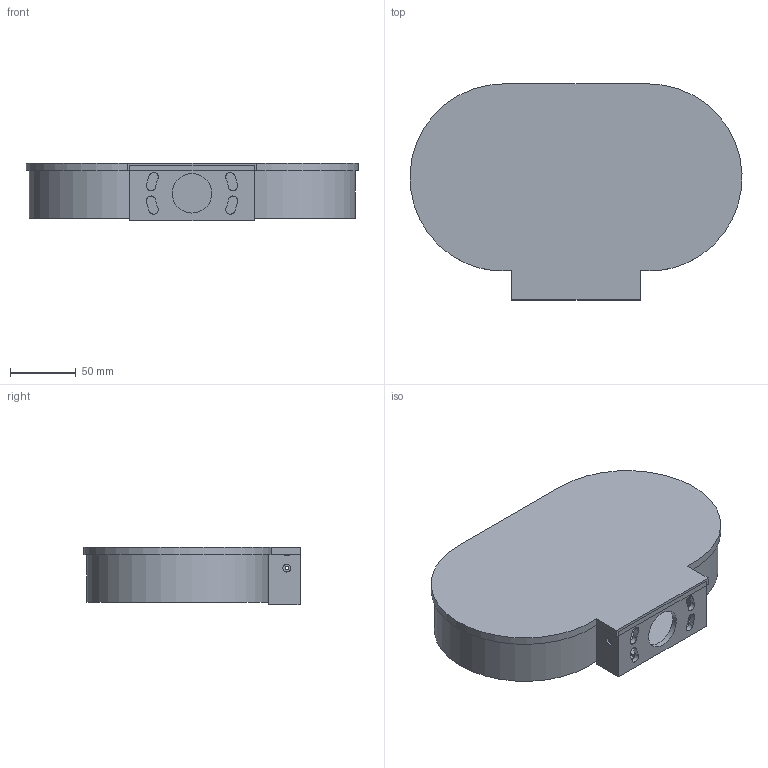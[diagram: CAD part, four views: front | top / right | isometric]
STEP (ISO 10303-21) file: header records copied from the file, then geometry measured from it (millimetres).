
FILE_DESCRIPTION(/* description */ (''),/* implementation_level */ '2;1');
FILE_NAME(/* name */ 'Wall Lamp Assembly v27.step',/* time_stamp */ '2025-03-25T13:45:46+01:00',/* author */ (''),/* organization */ (''),/* preprocessor_version */ 'ST-DEVELOPER v20.1',/* originating_system */ 'Autodesk Translation Framework v14.4.0.0',/* authorisation */ '');
FILE_SCHEMA (('AUTOMOTIVE_DESIGN { 1 0 10303 214 3 1 1 }'));
Length unit declared in the file: millimetre
Products named in the file (3): Wall Lamp Assembly; Wall Mount; Wall Lamp Cover
Assembly tree (2 placements, depth 2):
  Wall Lamp Assembly
    Wall Mount
    Wall Lamp Cover
Bounding box: 252.27 x 164.2 x 44 mm (x, y, z)
Volume: 324725.7 mm3; surface area: 179103.6 mm2
Topology: 3 solids, 3 shells, 169 faces, 483 edges, 322 vertices
Faces by surface type: cylinder 93, plane 76
Full cylindrical faces by diameter (mm): 2.8 x2, 6 x2, 30 x1
Entity records: 5713 total; most frequent: DIRECTION 1017, CARTESIAN_POINT 979, ORIENTED_EDGE 966, EDGE_CURVE 483, AXIS2_PLACEMENT_3D 360, VERTEX_POINT 322, LINE 297, VECTOR 297
